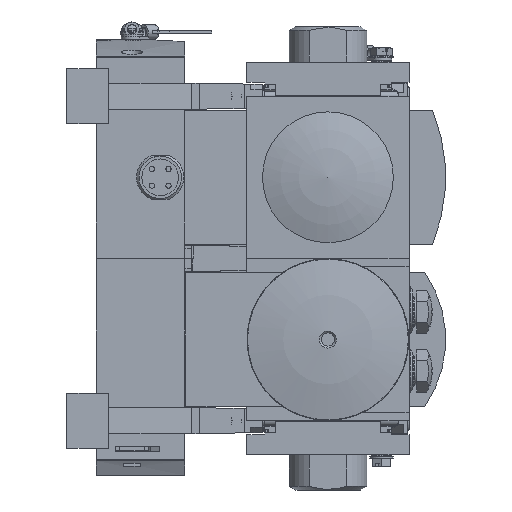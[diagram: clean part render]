
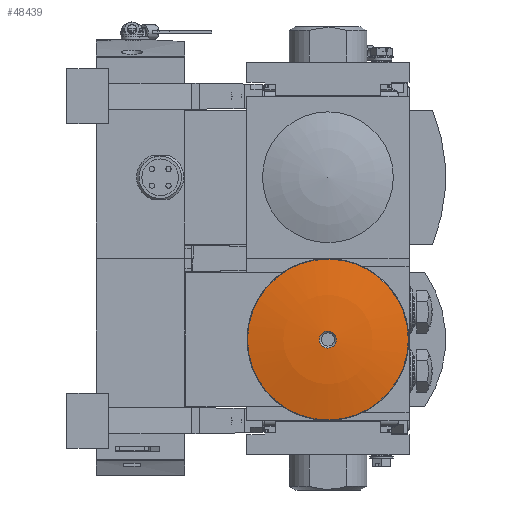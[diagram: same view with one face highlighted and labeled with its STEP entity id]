
A CAD part, front view. The second image highlights one B-rep face of the part: STEP entity #48439.
In plain terms, the highlighted toroidal (fillet/blend) face has major radius 0.393 mm and minor radius 150 mm.
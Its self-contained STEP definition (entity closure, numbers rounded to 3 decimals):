
#211=DEGENERATE_TOROIDAL_SURFACE('',#51761,0.393,150.,
 .F.);
#2070=CIRCLE('',#51760,3.256);
#2071=CIRCLE('',#51762,30.742);
#9815=ORIENTED_EDGE('',*,*,#17880,.T.);
#9816=ORIENTED_EDGE('',*,*,#17879,.F.);
#17879=EDGE_CURVE('',#22518,#22518,#2070,.T.);
#17880=EDGE_CURVE('',#22519,#22519,#2071,.T.);
#22518=VERTEX_POINT('',#73182);
#22519=VERTEX_POINT('',#73185);
#33797=EDGE_LOOP('',(#9815));
#33798=EDGE_LOOP('',(#9816));
#36553=FACE_BOUND('',#33797,.T.);
#36554=FACE_BOUND('',#33798,.T.);
#48439=ADVANCED_FACE('',(#36553,#36554),#211,.F.);
#51760=AXIS2_PLACEMENT_3D('',#73181,#60531,#60532);
#51761=AXIS2_PLACEMENT_3D('',#73183,#60533,#60534);
#51762=AXIS2_PLACEMENT_3D('',#73184,#60535,#60536);
#60531=DIRECTION('',(0.,-1.,0.));
#60532=DIRECTION('',(0.,0.,-1.));
#60533=DIRECTION('',(0.,-1.,0.));
#60534=DIRECTION('',(0.,0.,-1.));
#60535=DIRECTION('',(0.,-1.,0.));
#60536=DIRECTION('',(0.,0.,-1.));
#73181=CARTESIAN_POINT('',(0.,-185.456,0.));
#73182=CARTESIAN_POINT('',(0.,-185.456,-3.256));
#73183=CARTESIAN_POINT('',(0.,-35.501,0.));
#73184=CARTESIAN_POINT('',(0.,-182.234,0.));
#73185=CARTESIAN_POINT('',(0.,-182.234,-30.742));
